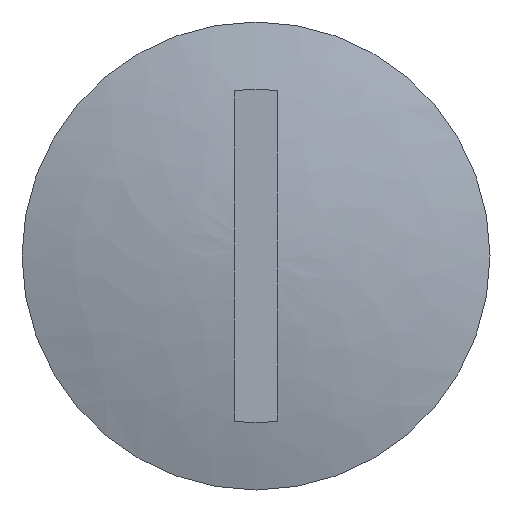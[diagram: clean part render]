
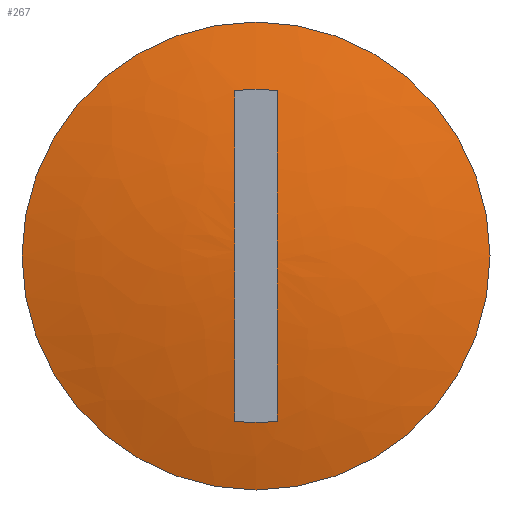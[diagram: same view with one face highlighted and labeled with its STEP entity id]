
A CAD part, left-side view. The second image highlights one B-rep face of the part: STEP entity #267.
In plain terms, the highlighted free-form (B-spline) face has degree [2, 2] with [3, 9] control points.
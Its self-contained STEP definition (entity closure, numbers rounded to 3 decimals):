
#28=(
BOUNDED_CURVE()
B_SPLINE_CURVE(2,(#1177,#1178,#1179),.UNSPECIFIED.,.F.,.F.)
B_SPLINE_CURVE_WITH_KNOTS((3,3),(1.29,1.36),
 .UNSPECIFIED.)
CURVE()
GEOMETRIC_REPRESENTATION_ITEM()
RATIONAL_B_SPLINE_CURVE((1.,0.998,0.997))
REPRESENTATION_ITEM('')
);
#29=(
BOUNDED_SURFACE()
B_SPLINE_SURFACE(2,2,((#1146,#1147,#1148,#1149,#1150,#1151,#1152,#1153,
#1154),(#1155,#1156,#1157,#1158,#1159,#1160,#1161,#1162,#1163),(#1164,#1165,
#1166,#1167,#1168,#1169,#1170,#1171,#1172)),.UNSPECIFIED.,.F.,.T.,.F.)
B_SPLINE_SURFACE_WITH_KNOTS((3,3),(3,2,2,2,3),(-1.509,-1.29),
(-3.142,-1.571,0.,1.571,3.142),
 .UNSPECIFIED.)
GEOMETRIC_REPRESENTATION_ITEM()
RATIONAL_B_SPLINE_SURFACE(((1.,0.707,1.,0.707,1.,
0.707,1.,0.707,1.),(0.994,0.703,
0.994,0.703,0.994,0.703,
0.994,0.703,0.994),(1.,0.707,
1.,0.707,1.,0.707,1.,0.707,1.)))
REPRESENTATION_ITEM('')
SURFACE()
);
#69=FACE_OUTER_BOUND('',#91,.T.);
#91=EDGE_LOOP('',(#225,#226,#227,#228,#229,#230,#231,#232,#233));
#110=CIRCLE('',#322,7.775);
#111=CIRCLE('',#323,7.775);
#112=CIRCLE('',#324,7.775);
#115=CIRCLE('',#330,10.925);
#116=CIRCLE('',#331,10.925);
#132=B_SPLINE_CURVE_WITH_KNOTS('',3,(#1099,#1100,#1101,#1102,#1103,#1104,
#1105,#1106,#1107,#1108,#1109,#1110,#1111,#1112,#1113),.UNSPECIFIED.,.F.,
 .F.,(4,2,2,3,2,2,4),(-0.739,-0.42,-0.21,
0.,0.21,0.42,0.739),.UNSPECIFIED.);
#133=B_SPLINE_CURVE_WITH_KNOTS('',3,(#1118,#1119,#1120,#1121,#1122,#1123,
#1124,#1125,#1126,#1127,#1128,#1129,#1130,#1131,#1132),.UNSPECIFIED.,.F.,
 .F.,(4,2,2,3,2,2,4),(-0.739,-0.42,-0.21,
0.,0.21,0.42,0.739),.UNSPECIFIED.);
#143=VERTEX_POINT('',#1097);
#144=VERTEX_POINT('',#1098);
#145=VERTEX_POINT('',#1116);
#146=VERTEX_POINT('',#1117);
#147=VERTEX_POINT('',#1135);
#150=VERTEX_POINT('',#1173);
#151=VERTEX_POINT('',#1174);
#171=EDGE_CURVE('',#143,#144,#132,.T.);
#173=EDGE_CURVE('',#145,#146,#133,.T.);
#175=EDGE_CURVE('',#146,#147,#110,.T.);
#176=EDGE_CURVE('',#144,#145,#111,.T.);
#177=EDGE_CURVE('',#147,#143,#112,.T.);
#180=EDGE_CURVE('',#150,#151,#115,.T.);
#181=EDGE_CURVE('',#151,#150,#116,.T.);
#182=EDGE_CURVE('',#151,#147,#28,.T.);
#225=ORIENTED_EDGE('',*,*,#180,.F.);
#226=ORIENTED_EDGE('',*,*,#181,.F.);
#227=ORIENTED_EDGE('',*,*,#182,.T.);
#228=ORIENTED_EDGE('',*,*,#177,.T.);
#229=ORIENTED_EDGE('',*,*,#171,.T.);
#230=ORIENTED_EDGE('',*,*,#176,.T.);
#231=ORIENTED_EDGE('',*,*,#173,.T.);
#232=ORIENTED_EDGE('',*,*,#175,.T.);
#233=ORIENTED_EDGE('',*,*,#182,.F.);
#267=ADVANCED_FACE('',(#69),#29,.F.);
#322=AXIS2_PLACEMENT_3D('',#1136,#377,#378);
#323=AXIS2_PLACEMENT_3D('',#1137,#379,#380);
#324=AXIS2_PLACEMENT_3D('',#1138,#381,#382);
#330=AXIS2_PLACEMENT_3D('',#1175,#393,#394);
#331=AXIS2_PLACEMENT_3D('',#1176,#395,#396);
#377=DIRECTION('center_axis',(1.,0.,0.));
#378=DIRECTION('ref_axis',(0.,0.,-1.));
#379=DIRECTION('center_axis',(1.,0.,0.));
#380=DIRECTION('ref_axis',(0.,0.,-1.));
#381=DIRECTION('center_axis',(1.,0.,0.));
#382=DIRECTION('ref_axis',(0.,0.,-1.));
#393=DIRECTION('center_axis',(1.,0.,0.));
#394=DIRECTION('ref_axis',(0.,0.,-1.));
#395=DIRECTION('center_axis',(1.,0.,0.));
#396=DIRECTION('ref_axis',(0.,0.,-1.));
#1097=CARTESIAN_POINT('',(-8.52,-1.,7.71));
#1098=CARTESIAN_POINT('',(-8.52,-1.,-7.71));
#1099=CARTESIAN_POINT('Ctrl Pts',(-8.52,-1.,7.71));
#1100=CARTESIAN_POINT('Ctrl Pts',(-8.759,-1.,
6.582));
#1101=CARTESIAN_POINT('Ctrl Pts',(-8.954,-1.,
5.45));
#1102=CARTESIAN_POINT('Ctrl Pts',(-9.204,-1.,
3.592));
#1103=CARTESIAN_POINT('Ctrl Pts',(-9.284,-1.,
2.859));
#1104=CARTESIAN_POINT('Ctrl Pts',(-9.404,-1.,
1.413));
#1105=CARTESIAN_POINT('Ctrl Pts',(-9.449,-1.,0.701));
#1106=CARTESIAN_POINT('Ctrl Pts',(-9.449,-1.,0.));
#1107=CARTESIAN_POINT('Ctrl Pts',(-9.449,-1.,-0.701));
#1108=CARTESIAN_POINT('Ctrl Pts',(-9.404,-1.,-1.413));
#1109=CARTESIAN_POINT('Ctrl Pts',(-9.284,-1.,-2.859));
#1110=CARTESIAN_POINT('Ctrl Pts',(-9.204,-1.,-3.592));
#1111=CARTESIAN_POINT('Ctrl Pts',(-8.954,-1.,-5.45));
#1112=CARTESIAN_POINT('Ctrl Pts',(-8.759,-1.,-6.582));
#1113=CARTESIAN_POINT('Ctrl Pts',(-8.52,-1.,-7.71));
#1116=CARTESIAN_POINT('',(-8.52,1.,-7.71));
#1117=CARTESIAN_POINT('',(-8.52,1.,7.71));
#1118=CARTESIAN_POINT('Ctrl Pts',(-8.52,1.,-7.71));
#1119=CARTESIAN_POINT('Ctrl Pts',(-8.759,1.,-6.582));
#1120=CARTESIAN_POINT('Ctrl Pts',(-8.954,1.,-5.45));
#1121=CARTESIAN_POINT('Ctrl Pts',(-9.204,1.,-3.592));
#1122=CARTESIAN_POINT('Ctrl Pts',(-9.284,1.,-2.859));
#1123=CARTESIAN_POINT('Ctrl Pts',(-9.404,1.,-1.413));
#1124=CARTESIAN_POINT('Ctrl Pts',(-9.449,1.,-0.701));
#1125=CARTESIAN_POINT('Ctrl Pts',(-9.449,1.,0.));
#1126=CARTESIAN_POINT('Ctrl Pts',(-9.449,1.,0.701));
#1127=CARTESIAN_POINT('Ctrl Pts',(-9.404,1.,1.413));
#1128=CARTESIAN_POINT('Ctrl Pts',(-9.284,1.,2.859));
#1129=CARTESIAN_POINT('Ctrl Pts',(-9.204,1.,3.592));
#1130=CARTESIAN_POINT('Ctrl Pts',(-8.954,1.,5.45));
#1131=CARTESIAN_POINT('Ctrl Pts',(-8.759,1.,6.582));
#1132=CARTESIAN_POINT('Ctrl Pts',(-8.52,1.,7.71));
#1135=CARTESIAN_POINT('',(-8.52,0.,7.775));
#1136=CARTESIAN_POINT('Origin',(-8.52,0.,0.));
#1137=CARTESIAN_POINT('Origin',(-8.52,0.,0.));
#1138=CARTESIAN_POINT('Origin',(-8.52,0.,0.));
#1146=CARTESIAN_POINT('Ctrl Pts',(-9.449,0.,1.));
#1147=CARTESIAN_POINT('Ctrl Pts',(-9.449,-1.,
1.));
#1148=CARTESIAN_POINT('Ctrl Pts',(-9.449,-1.,
0.));
#1149=CARTESIAN_POINT('Ctrl Pts',(-9.449,-1.,
-1.));
#1150=CARTESIAN_POINT('Ctrl Pts',(-9.449,0.,-1.));
#1151=CARTESIAN_POINT('Ctrl Pts',(-9.449,1.,-1.));
#1152=CARTESIAN_POINT('Ctrl Pts',(-9.449,1.,0.));
#1153=CARTESIAN_POINT('Ctrl Pts',(-9.449,1.,1.));
#1154=CARTESIAN_POINT('Ctrl Pts',(-9.449,0.,1.));
#1155=CARTESIAN_POINT('Ctrl Pts',(-9.135,0.,6.057));
#1156=CARTESIAN_POINT('Ctrl Pts',(-9.135,-6.057,6.057));
#1157=CARTESIAN_POINT('Ctrl Pts',(-9.135,-6.057,0.));
#1158=CARTESIAN_POINT('Ctrl Pts',(-9.135,-6.057,-6.057));
#1159=CARTESIAN_POINT('Ctrl Pts',(-9.135,0.,-6.057));
#1160=CARTESIAN_POINT('Ctrl Pts',(-9.135,6.057,-6.057));
#1161=CARTESIAN_POINT('Ctrl Pts',(-9.135,6.057,0.));
#1162=CARTESIAN_POINT('Ctrl Pts',(-9.135,6.057,6.057));
#1163=CARTESIAN_POINT('Ctrl Pts',(-9.135,0.,6.057));
#1164=CARTESIAN_POINT('Ctrl Pts',(-7.73,0.,10.925));
#1165=CARTESIAN_POINT('Ctrl Pts',(-7.73,-10.925,10.925));
#1166=CARTESIAN_POINT('Ctrl Pts',(-7.73,-10.925,0.));
#1167=CARTESIAN_POINT('Ctrl Pts',(-7.73,-10.925,-10.925));
#1168=CARTESIAN_POINT('Ctrl Pts',(-7.73,0.,-10.925));
#1169=CARTESIAN_POINT('Ctrl Pts',(-7.73,10.925,-10.925));
#1170=CARTESIAN_POINT('Ctrl Pts',(-7.73,10.925,0.));
#1171=CARTESIAN_POINT('Ctrl Pts',(-7.73,10.925,10.925));
#1172=CARTESIAN_POINT('Ctrl Pts',(-7.73,0.,10.925));
#1173=CARTESIAN_POINT('',(-7.73,10.925,0.));
#1174=CARTESIAN_POINT('',(-7.73,0.,10.925));
#1175=CARTESIAN_POINT('Origin',(-7.73,0.,0.));
#1176=CARTESIAN_POINT('Origin',(-7.73,0.,0.));
#1177=CARTESIAN_POINT('Ctrl Pts',(-7.73,0.,10.925));
#1178=CARTESIAN_POINT('Ctrl Pts',(-8.181,0.,9.364));
#1179=CARTESIAN_POINT('Ctrl Pts',(-8.52,0.,7.775));
